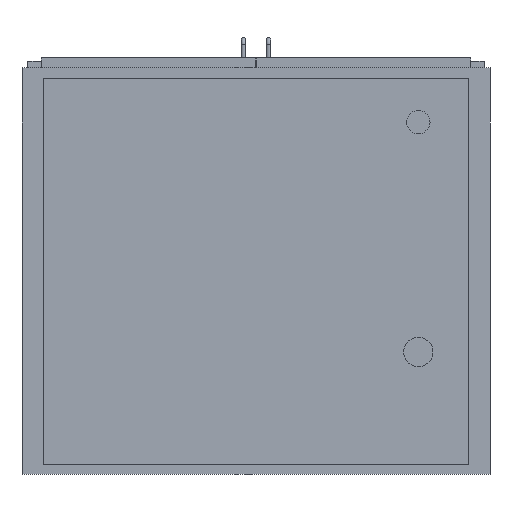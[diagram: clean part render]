
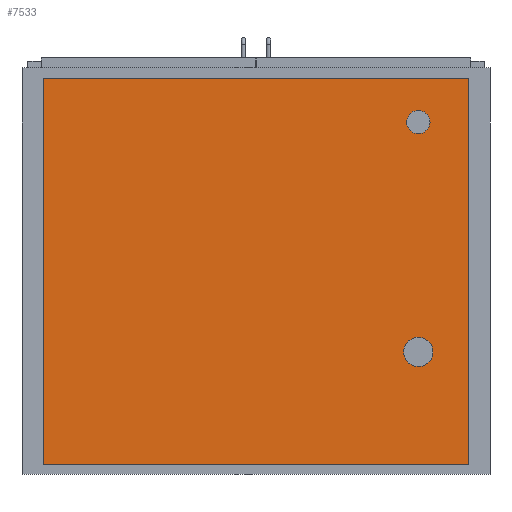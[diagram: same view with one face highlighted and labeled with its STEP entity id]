
A CAD part, front view. The second image highlights one B-rep face of the part: STEP entity #7533.
In plain terms, the highlighted planar face has unit normal (0, -1, 0).
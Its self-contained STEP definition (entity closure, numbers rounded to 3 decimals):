
#125=FACE_BOUND('',#819,.T.);
#126=FACE_BOUND('',#820,.T.);
#145=CIRCLE('',#8047,20.);
#147=CIRCLE('',#8051,25.);
#349=FACE_OUTER_BOUND('',#818,.T.);
#818=EDGE_LOOP('',(#5085,#5086,#5087,#5088));
#819=EDGE_LOOP('',(#5089));
#820=EDGE_LOOP('',(#5090));
#1330=LINE('',#10892,#2278);
#1332=LINE('',#10896,#2280);
#1334=LINE('',#10900,#2282);
#1336=LINE('',#10903,#2284);
#2278=VECTOR('',#8743,10.);
#2280=VECTOR('',#8747,10.);
#2282=VECTOR('',#8751,10.);
#2284=VECTOR('',#8755,10.);
#3188=VERTEX_POINT('',#10818);
#3190=VERTEX_POINT('',#10825);
#3211=VERTEX_POINT('',#10889);
#3212=VERTEX_POINT('',#10891);
#3213=VERTEX_POINT('',#10895);
#3214=VERTEX_POINT('',#10899);
#3909=EDGE_CURVE('',#3188,#3188,#145,.T.);
#3912=EDGE_CURVE('',#3190,#3190,#147,.T.);
#3942=EDGE_CURVE('',#3212,#3211,#1330,.T.);
#3944=EDGE_CURVE('',#3213,#3212,#1332,.T.);
#3946=EDGE_CURVE('',#3214,#3213,#1334,.T.);
#3948=EDGE_CURVE('',#3211,#3214,#1336,.T.);
#5085=ORIENTED_EDGE('',*,*,#3948,.T.);
#5086=ORIENTED_EDGE('',*,*,#3946,.T.);
#5087=ORIENTED_EDGE('',*,*,#3944,.T.);
#5088=ORIENTED_EDGE('',*,*,#3942,.T.);
#5089=ORIENTED_EDGE('',*,*,#3909,.T.);
#5090=ORIENTED_EDGE('',*,*,#3912,.T.);
#7136=PLANE('',#8068);
#7533=ADVANCED_FACE('',(#349,#125,#126),#7136,.T.);
#8047=AXIS2_PLACEMENT_3D('',#10820,#8677,#8678);
#8051=AXIS2_PLACEMENT_3D('',#10827,#8686,#8687);
#8068=AXIS2_PLACEMENT_3D('',#10904,#8756,#8757);
#8677=DIRECTION('center_axis',(0.,1.,0.));
#8678=DIRECTION('ref_axis',(1.,0.,0.));
#8686=DIRECTION('center_axis',(0.,1.,0.));
#8687=DIRECTION('ref_axis',(1.,0.,0.));
#8743=DIRECTION('',(0.,0.,1.));
#8747=DIRECTION('',(1.,0.,0.));
#8751=DIRECTION('',(0.,0.,-1.));
#8755=DIRECTION('',(-1.,0.,0.));
#8756=DIRECTION('center_axis',(0.,-1.,0.));
#8757=DIRECTION('ref_axis',(0.,0.,-1.));
#10818=CARTESIAN_POINT('',(257.5,-370.,255.));
#10820=CARTESIAN_POINT('Origin',(277.5,-370.,255.));
#10825=CARTESIAN_POINT('',(252.5,-370.,-138.));
#10827=CARTESIAN_POINT('Origin',(277.5,-370.,-138.));
#10889=CARTESIAN_POINT('',(362.5,-370.,330.));
#10891=CARTESIAN_POINT('',(362.5,-370.,-330.));
#10892=CARTESIAN_POINT('',(362.5,-370.,330.));
#10895=CARTESIAN_POINT('',(-362.5,-370.,-330.));
#10896=CARTESIAN_POINT('',(362.5,-370.,-330.));
#10899=CARTESIAN_POINT('',(-362.5,-370.,330.));
#10900=CARTESIAN_POINT('',(-362.5,-370.,-330.));
#10903=CARTESIAN_POINT('',(-362.5,-370.,330.));
#10904=CARTESIAN_POINT('Origin',(0.,-370.,0.));
